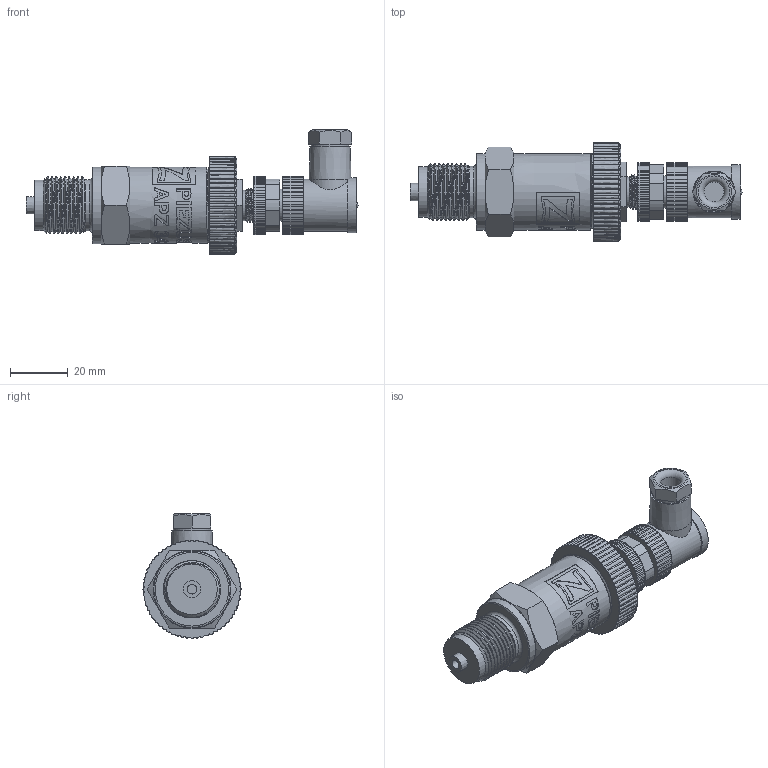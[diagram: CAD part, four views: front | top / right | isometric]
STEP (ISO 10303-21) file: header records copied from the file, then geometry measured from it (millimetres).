
FILE_DESCRIPTION(/* description */ (''),/* implementation_level */ '2;1');
FILE_NAME(/* name */ 'APZ3420_M20x1,5EN_M12x1-angular.step',/* time_stamp */ '2021-06-08T17:15:45+03:00',/* author */ (''),/* organization */ (''),/* preprocessor_version */ 'ST-DEVELOPER v18.1',/* originating_system */ 'Autodesk Translation Framework v10.9.0.1377',/* authorisation */ '');
FILE_SCHEMA (('AUTOMOTIVE_DESIGN { 1 0 10303 214 3 1 1 }'));
Length unit declared in the file: millimetre
Products named in the file (6): (Unsaved); M20x1,5 EN; OMAL nut M27x1.5 v8; M12x1 male v16; Ш100.000.002 v4; M12x1 female angular v10
Assembly tree (5 placements, depth 2):
  (Unsaved)
    M20x1,5 EN
    OMAL nut M27x1.5 v8
    M12x1 male v16
    Ш100.000.002 v4
    M12x1 female angular v10
Bounding box: 115.07 x 34 x 43.2 mm (x, y, z)
Volume: 49554.2 mm3; surface area: 19976.7 mm2
Topology: 16 solids, 16 shells, 980 faces, 2733 edges, 1831 vertices
Faces by surface type: bspline 452, cylinder 303, plane 160, cone 59, torus 5, sphere 1
Full cylindrical faces by diameter (mm): 1 x12, 1.5 x4, 7 x1, 8 x1, 8.2 x1, 9.471 x2, 10.6 x2, 10.741 x6, 11.035 x4, 11.156 x1, 11.884 x5, 12.152 x4, 13 x1, 14 x1, 14.137 x4, 14.526 x1, 15.85 x3, 17.8 x1, 18 x1, 18.137 x8, 19 x1, 19.85 x7, 21.4 x2, 22.4 x1, 24.5 x1, 25.132 x4, 25.526 x4, 27.208 x5
Entity records: 76136 total; most frequent: CARTESIAN_POINT 53522, ORIENTED_EDGE 5466, DIRECTION 3374, EDGE_CURVE 2733, VERTEX_POINT 1831, AXIS2_PLACEMENT_3D 1158, LINE 1058, VECTOR 1058
